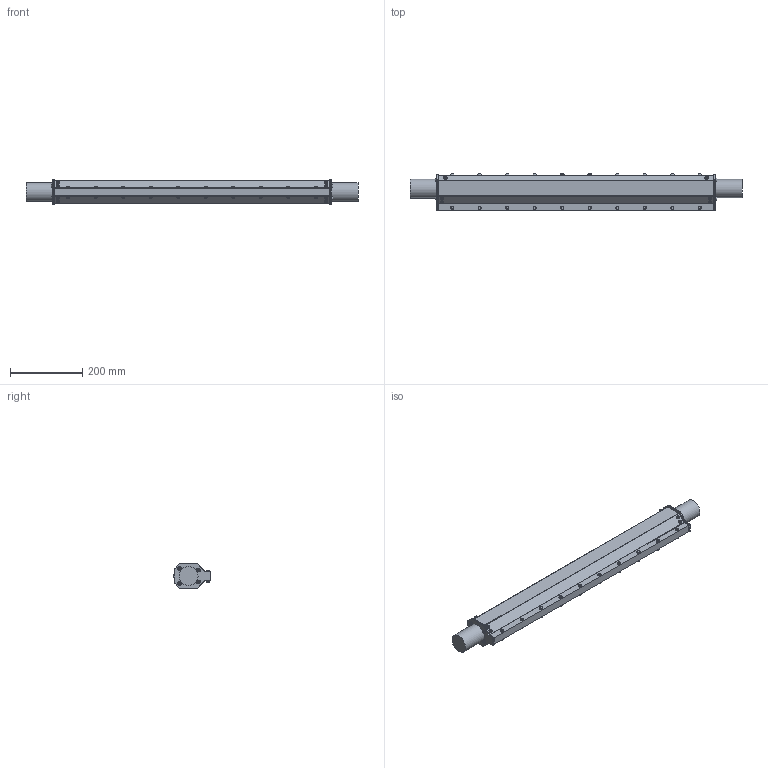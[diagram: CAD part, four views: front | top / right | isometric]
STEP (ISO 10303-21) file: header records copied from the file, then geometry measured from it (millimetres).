
FILE_DESCRIPTION(/* description */ (''),/* implementation_level */ '2;1');
FILE_NAME(/* name */ 'MA22xxxxxx030 DUMMY.stp',/* time_stamp */ '2018-02-13T10:20:10-05:00',/* author */ ('James'),/* organization */ (''),/* preprocessor_version */ 'ST-DEVELOPER v16.5',/* originating_system */ 'Autodesk Inventor 2017',/* authorisation */ '');
FILE_SCHEMA (('AUTOMOTIVE_DESIGN { 1 0 10303 214 3 1 1 }'));
Products named in the file (1): MA22xxxxxx030 DUMMY
Bounding box: 919.18 x 101.23 x 71.12 mm (x, y, z)
Volume: 3969019 mm3; surface area: 258085.3 mm2
Topology: 1 solids, 1 shells, 705 faces, 1555 edges, 995 vertices
Faces by surface type: plane 301, cone 190, cylinder 154, sphere 30, bspline 20, torus 10
Full cylindrical faces by diameter (mm): 7.6 x8, 9 x28, 9.5 x12, 10.5 x10, 11 x22, 50.8 x1, 52.451 x1
Entity records: 41427 total; most frequent: CARTESIAN_POINT 26992, DIRECTION 2880, ORIENTED_EDGE 2804, EDGE_CURVE 1402, AXIS2_PLACEMENT_3D 1232, EDGE_LOOP 950, VERTEX_POINT 944, FACE_OUTER_BOUND 705
